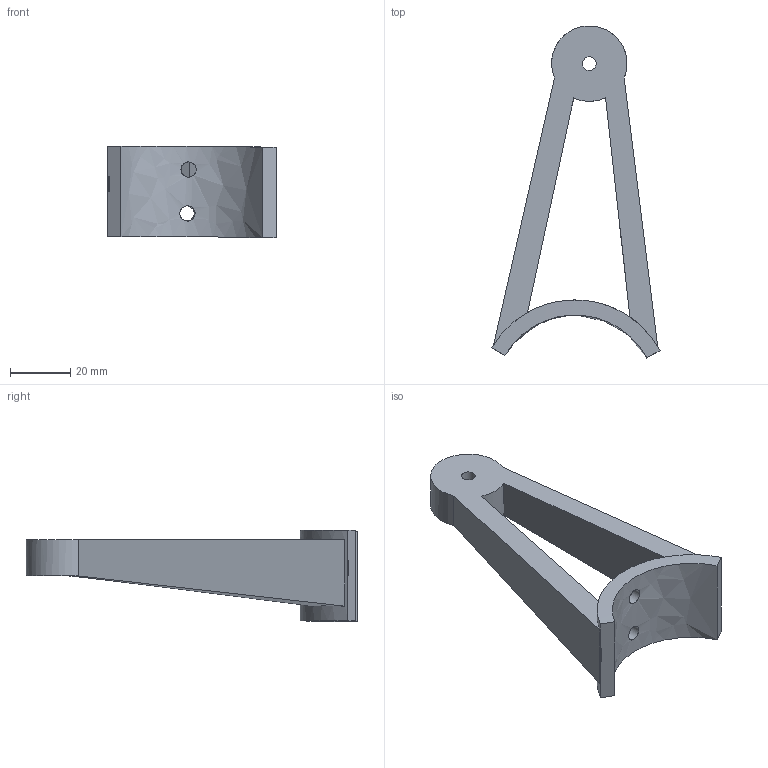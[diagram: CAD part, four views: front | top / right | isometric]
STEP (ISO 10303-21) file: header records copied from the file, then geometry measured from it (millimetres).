
FILE_DESCRIPTION(/* description */ (''),/* implementation_level */ '2;1');
FILE_NAME(/* name */ 'j.step',/* time_stamp */ '2025-09-14T06:58:01-05:00',/* author */ (''),/* organization */ (''),/* preprocessor_version */ 'ST-DEVELOPER v20.1',/* originating_system */ 'Autodesk Translation Framework v14.17.0.0',/* authorisation */ '');
FILE_SCHEMA (('AUTOMOTIVE_DESIGN { 1 0 10303 214 3 1 1 }'));
Length unit declared in the file: millimetre
Products named in the file (1): final
Bounding box: 55.7 x 109.97 x 30.43 mm (x, y, z)
Volume: 36489 mm3; surface area: 14092.5 mm2
Topology: 1 solids, 1 shells, 24 faces, 77 edges, 56 vertices
Faces by surface type: plane 13, bspline 6, cylinder 5
Full cylindrical faces by diameter (mm): 4.529 x1, 5.029 x2
Entity records: 1381 total; most frequent: CARTESIAN_POINT 714, ORIENTED_EDGE 154, DIRECTION 90, EDGE_CURVE 77, VERTEX_POINT 56, LINE 36, VECTOR 36, EDGE_LOOP 33
